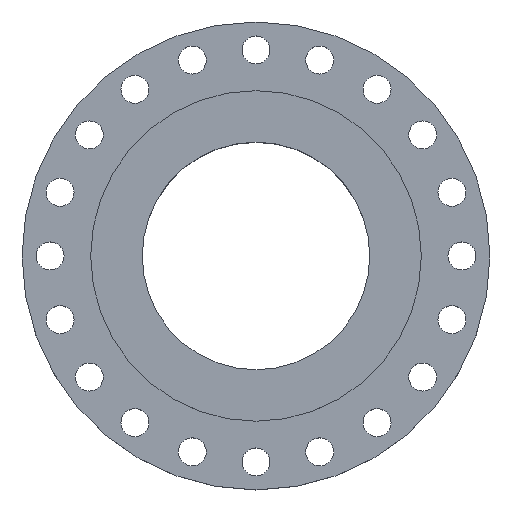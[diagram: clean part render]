
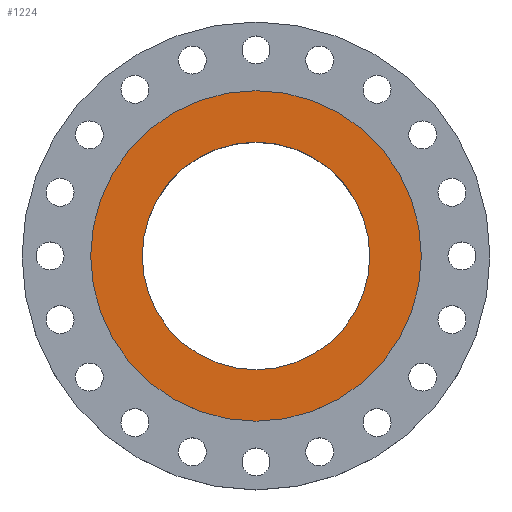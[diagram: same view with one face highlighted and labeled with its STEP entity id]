
A CAD part, top view. The second image highlights one B-rep face of the part: STEP entity #1224.
In plain terms, the highlighted planar face has unit normal (0, 0, 1).
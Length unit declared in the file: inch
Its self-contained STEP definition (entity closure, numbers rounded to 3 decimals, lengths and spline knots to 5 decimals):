
#7 = CARTESIAN_POINT ( 'NONE',  ( 0., 0., 0. ) ) ;
#61 = EDGE_CURVE ( 'NONE', #1538, #486, #554, .T. ) ;
#67 = DIRECTION ( 'NONE',  ( -1., 0., 0. ) ) ;
#136 = AXIS2_PLACEMENT_3D ( 'NONE', #2067, #623, #1273 ) ;
#323 = VERTEX_POINT ( 'NONE', #1322 ) ;
#331 = EDGE_CURVE ( 'NONE', #323, #1985, #1954, .T. ) ;
#395 = DIRECTION ( 'NONE',  ( 0., 0., -1. ) ) ;
#463 = CARTESIAN_POINT ( 'NONE',  ( 8.125, 0., 0. ) ) ;
#479 = AXIS2_PLACEMENT_3D ( 'NONE', #7, #482, #1791 ) ;
#482 = DIRECTION ( 'NONE',  ( 0., 0., 1. ) ) ;
#486 = VERTEX_POINT ( 'NONE', #463 ) ;
#496 = ORIENTED_EDGE ( 'NONE', *, *, #968, .T. ) ;
#510 = CARTESIAN_POINT ( 'NONE',  ( 0., 0., 0. ) ) ;
#514 = CIRCLE ( 'NONE', #479, 5.59375 ) ;
#537 = FACE_OUTER_BOUND ( 'NONE', #1910, .T. ) ;
#554 = CIRCLE ( 'NONE', #136, 8.125 ) ;
#599 = DIRECTION ( 'NONE',  ( 1., 0., 0. ) ) ;
#623 = DIRECTION ( 'NONE',  ( 0., 0., 1. ) ) ;
#860 = EDGE_LOOP ( 'NONE', ( #1257, #1042 ) ) ;
#918 = CARTESIAN_POINT ( 'NONE',  ( 0., 0., 0. ) ) ;
#968 = EDGE_CURVE ( 'NONE', #486, #1538, #2029, .T. ) ;
#1031 = AXIS2_PLACEMENT_3D ( 'NONE', #1517, #395, #67 ) ;
#1042 = ORIENTED_EDGE ( 'NONE', *, *, #1099, .F. ) ;
#1099 = EDGE_CURVE ( 'NONE', #1985, #323, #514, .T. ) ;
#1104 = CARTESIAN_POINT ( 'NONE',  ( -5.59375, 0., 0. ) ) ;
#1224 = ADVANCED_FACE ( 'NONE', ( #2014, #537 ), #1816, .F. ) ;
#1225 = DIRECTION ( 'NONE',  ( 1., 0., 0. ) ) ;
#1257 = ORIENTED_EDGE ( 'NONE', *, *, #331, .F. ) ;
#1273 = DIRECTION ( 'NONE',  ( 1., 0., 0. ) ) ;
#1322 = CARTESIAN_POINT ( 'NONE',  ( 5.59375, 0., 0. ) ) ;
#1353 = AXIS2_PLACEMENT_3D ( 'NONE', #510, #1370, #1225 ) ;
#1370 = DIRECTION ( 'NONE',  ( 0., 0., 1. ) ) ;
#1420 = DIRECTION ( 'NONE',  ( 0., 0., 1. ) ) ;
#1517 = CARTESIAN_POINT ( 'NONE',  ( 0., 5.59375, 0. ) ) ;
#1538 = VERTEX_POINT ( 'NONE', #1924 ) ;
#1786 = ORIENTED_EDGE ( 'NONE', *, *, #61, .T. ) ;
#1791 = DIRECTION ( 'NONE',  ( 1., 0., 0. ) ) ;
#1816 = PLANE ( 'NONE',  #1031 ) ;
#1890 = AXIS2_PLACEMENT_3D ( 'NONE', #918, #1420, #599 ) ;
#1910 = EDGE_LOOP ( 'NONE', ( #496, #1786 ) ) ;
#1924 = CARTESIAN_POINT ( 'NONE',  ( -8.125, 0., 0. ) ) ;
#1954 = CIRCLE ( 'NONE', #1353, 5.59375 ) ;
#1985 = VERTEX_POINT ( 'NONE', #1104 ) ;
#2014 = FACE_BOUND ( 'NONE', #860, .T. ) ;
#2029 = CIRCLE ( 'NONE', #1890, 8.125 ) ;
#2067 = CARTESIAN_POINT ( 'NONE',  ( 0., 0., 0. ) ) ;
